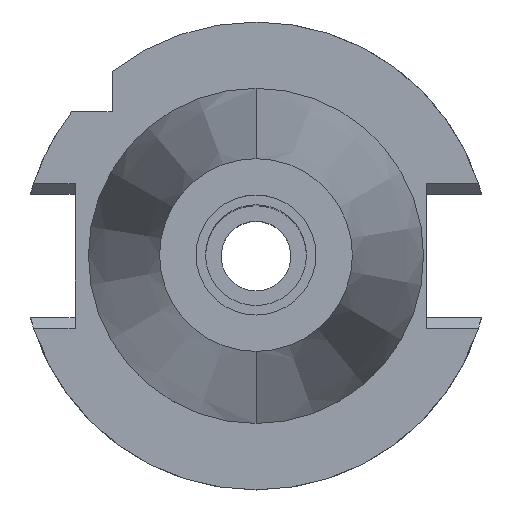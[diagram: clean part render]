
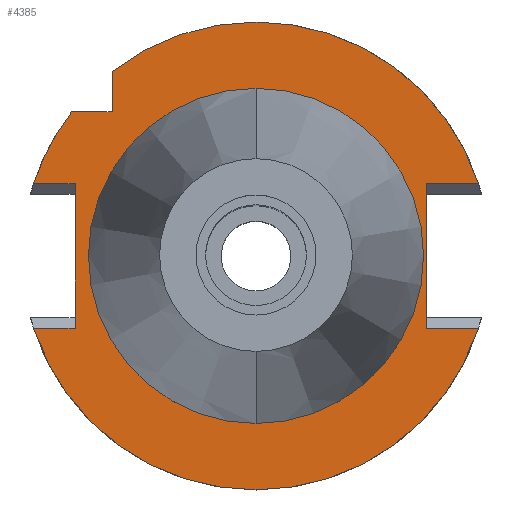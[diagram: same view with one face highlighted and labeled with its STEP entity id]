
A CAD part, top view. The second image highlights one B-rep face of the part: STEP entity #4385.
In plain terms, the highlighted planar face has unit normal (0, 0, 1).
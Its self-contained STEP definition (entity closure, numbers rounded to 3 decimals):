
#1594=DIRECTION('',(0.,-1.,0.));
#1595=VECTOR('',#1594,30.1);
#1596=CARTESIAN_POINT('',(-37.7,15.05,-1.5));
#1597=LINE('',#1596,#1595);
#1657=DIRECTION('',(-1.,0.,0.));
#1658=VECTOR('',#1657,8.426);
#1659=CARTESIAN_POINT('',(-30.,30.,-1.5));
#1660=LINE('',#1659,#1658);
#1681=DIRECTION('',(0.,1.,0.));
#1682=VECTOR('',#1681,8.426);
#1683=CARTESIAN_POINT('',(-30.,30.,-1.5));
#1684=LINE('',#1683,#1682);
#1688=CARTESIAN_POINT('',(0.,0.,-1.5));
#1689=DIRECTION('',(0.,0.,-1.));
#1690=DIRECTION('',(-0.615,0.788,0.));
#1691=AXIS2_PLACEMENT_3D('',#1688,#1689,#1690);
#1696=CARTESIAN_POINT('',(0.,0.,-1.5));
#1697=DIRECTION('',(0.,0.,-1.));
#1698=DIRECTION('',(0.,1.,0.));
#1699=AXIS2_PLACEMENT_3D('',#1696,#1697,#1698);
#1704=DIRECTION('',(0.,-1.,0.));
#1705=VECTOR('',#1704,30.1);
#1706=CARTESIAN_POINT('',(35.5,15.05,-1.5));
#1707=LINE('',#1706,#1705);
#1711=DIRECTION('',(1.,0.,0.));
#1712=VECTOR('',#1711,10.869);
#1713=CARTESIAN_POINT('',(35.5,-15.05,-1.5));
#1714=LINE('',#1713,#1712);
#1718=CARTESIAN_POINT('',(0.,0.,-1.5));
#1719=DIRECTION('',(0.,0.,-1.));
#1720=DIRECTION('',(0.951,-0.309,0.));
#1721=AXIS2_PLACEMENT_3D('',#1718,#1719,#1720);
#1726=CARTESIAN_POINT('',(0.,0.,-1.5));
#1727=DIRECTION('',(0.,0.,-1.));
#1728=DIRECTION('',(0.,-1.,0.));
#1729=AXIS2_PLACEMENT_3D('',#1726,#1727,#1728);
#1734=DIRECTION('',(-1.,0.,0.));
#1735=VECTOR('',#1734,8.669);
#1736=CARTESIAN_POINT('',(-37.7,15.05,-1.5));
#1737=LINE('',#1736,#1735);
#1741=CARTESIAN_POINT('',(0.,0.,-1.5));
#1742=DIRECTION('',(0.,0.,-1.));
#1743=DIRECTION('',(-0.951,0.309,0.));
#1744=AXIS2_PLACEMENT_3D('',#1741,#1742,#1743);
#1749=CARTESIAN_POINT('',(0.,0.,-1.5));
#1750=DIRECTION('',(0.,0.,1.));
#1751=DIRECTION('',(0.,-1.,0.));
#1752=AXIS2_PLACEMENT_3D('',#1749,#1750,#1751);
#1757=CARTESIAN_POINT('',(0.,0.,-1.5));
#1758=DIRECTION('',(0.,0.,1.));
#1759=DIRECTION('',(0.,1.,0.));
#1760=AXIS2_PLACEMENT_3D('',#1757,#1758,#1759);
#1782=CARTESIAN_POINT('',(46.369,15.05,-1.5));
#1948=DIRECTION('',(1.,0.,0.));
#1949=VECTOR('',#1948,10.869);
#1950=CARTESIAN_POINT('',(35.5,15.05,-1.5));
#1951=LINE('',#1950,#1949);
#1958=CARTESIAN_POINT('',(-46.369,-15.05,-1.5));
#1992=DIRECTION('',(-1.,0.,0.));
#1993=VECTOR('',#1992,8.669);
#1994=CARTESIAN_POINT('',(-37.7,-15.05,-1.5));
#1995=LINE('',#1994,#1993);
#2953=CARTESIAN_POINT('',(-30.,38.426,-1.5));
#2954=VERTEX_POINT('',#2953);
#2955=CARTESIAN_POINT('',(-30.,30.,-1.5));
#2956=VERTEX_POINT('',#2955);
#2986=CARTESIAN_POINT('',(-37.7,15.05,-1.5));
#2987=VERTEX_POINT('',#2986);
#2988=CARTESIAN_POINT('',(-37.7,-15.05,-1.5));
#2989=VERTEX_POINT('',#2988);
#3046=VERTEX_POINT('',#1958);
#3047=CARTESIAN_POINT('',(0.,-48.75,-1.5));
#3048=VERTEX_POINT('',#3047);
#3049=CARTESIAN_POINT('',(46.369,-15.05,-1.5));
#3050=VERTEX_POINT('',#3049);
#3054=VERTEX_POINT('',#1782);
#3055=CARTESIAN_POINT('',(0.,48.75,-1.5));
#3056=VERTEX_POINT('',#3055);
#3057=CARTESIAN_POINT('',(-38.426,30.,-1.5));
#3058=VERTEX_POINT('',#3057);
#3059=CARTESIAN_POINT('',(-46.369,15.05,-1.5));
#3060=VERTEX_POINT('',#3059);
#3061=CARTESIAN_POINT('',(35.5,15.05,-1.5));
#3062=VERTEX_POINT('',#3061);
#3063=CARTESIAN_POINT('',(35.5,-15.05,-1.5));
#3064=VERTEX_POINT('',#3063);
#3065=CARTESIAN_POINT('',(0.,-34.925,-1.5));
#3066=CARTESIAN_POINT('',(0.,34.925,-1.5));
#3067=VERTEX_POINT('',#3065);
#3068=VERTEX_POINT('',#3066);
#4350=CARTESIAN_POINT('',(0.,0.,-1.5));
#4351=DIRECTION('',(0.,0.,-1.));
#4352=DIRECTION('',(0.,-1.,0.));
#4353=AXIS2_PLACEMENT_3D('',#4350,#4351,#4352);
#4354=PLANE('',#4353);
#4355=ORIENTED_EDGE('',*,*,#4130,.T.);
#4357=ORIENTED_EDGE('',*,*,#4356,.T.);
#4359=ORIENTED_EDGE('',*,*,#4358,.T.);
#4361=ORIENTED_EDGE('',*,*,#4360,.F.);
#4362=ORIENTED_EDGE('',*,*,#4190,.T.);
#4364=ORIENTED_EDGE('',*,*,#4363,.T.);
#4366=ORIENTED_EDGE('',*,*,#4365,.T.);
#4368=ORIENTED_EDGE('',*,*,#4367,.T.);
#4370=ORIENTED_EDGE('',*,*,#4369,.F.);
#4371=ORIENTED_EDGE('',*,*,#4277,.F.);
#4373=ORIENTED_EDGE('',*,*,#4372,.T.);
#4375=ORIENTED_EDGE('',*,*,#4374,.T.);
#4376=ORIENTED_EDGE('',*,*,#4332,.F.);
#4377=EDGE_LOOP('',(#4355,#4357,#4359,#4361,#4362,#4364,#4366,#4368,#4370,#4371,
#4373,#4375,#4376));
#4378=FACE_OUTER_BOUND('',#4377,.F.);
#4380=ORIENTED_EDGE('',*,*,#4379,.T.);
#4382=ORIENTED_EDGE('',*,*,#4381,.T.);
#4383=EDGE_LOOP('',(#4380,#4382));
#4384=FACE_BOUND('',#4383,.F.);
#1692=CIRCLE('',#1691,48.75);
#1700=CIRCLE('',#1699,48.75);
#1722=CIRCLE('',#1721,48.75);
#1730=CIRCLE('',#1729,48.75);
#1745=CIRCLE('',#1744,48.75);
#1753=CIRCLE('',#1752,34.925);
#1761=CIRCLE('',#1760,34.925);
#4130=EDGE_CURVE('',#2956,#2954,#1684,.T.);
#4190=EDGE_CURVE('',#3062,#3064,#1707,.T.);
#4277=EDGE_CURVE('',#2987,#2989,#1597,.T.);
#4332=EDGE_CURVE('',#2956,#3058,#1660,.T.);
#4356=EDGE_CURVE('',#2954,#3056,#1692,.T.);
#4358=EDGE_CURVE('',#3056,#3054,#1700,.T.);
#4360=EDGE_CURVE('',#3062,#3054,#1951,.T.);
#4363=EDGE_CURVE('',#3064,#3050,#1714,.T.);
#4365=EDGE_CURVE('',#3050,#3048,#1722,.T.);
#4367=EDGE_CURVE('',#3048,#3046,#1730,.T.);
#4369=EDGE_CURVE('',#2989,#3046,#1995,.T.);
#4372=EDGE_CURVE('',#2987,#3060,#1737,.T.);
#4374=EDGE_CURVE('',#3060,#3058,#1745,.T.);
#4379=EDGE_CURVE('',#3067,#3068,#1753,.T.);
#4381=EDGE_CURVE('',#3068,#3067,#1761,.T.);
#4385=ADVANCED_FACE('',(#4378,#4384),#4354,.F.);
